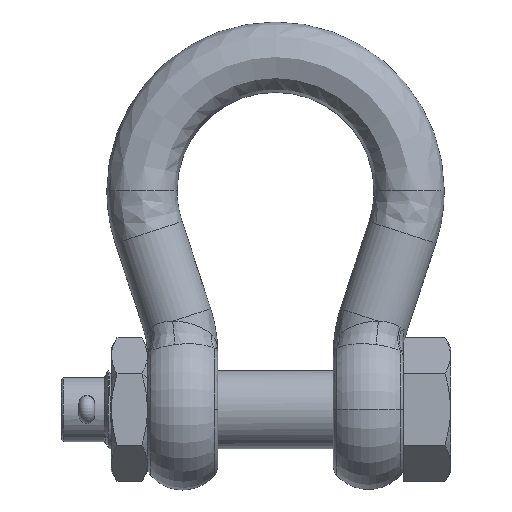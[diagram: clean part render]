
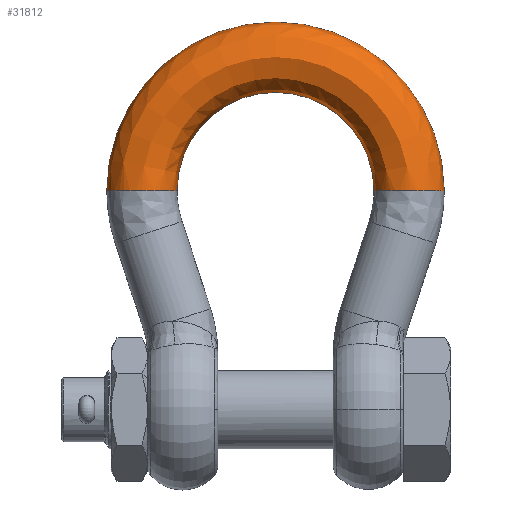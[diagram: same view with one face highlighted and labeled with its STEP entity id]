
A CAD part, top view. The second image highlights one B-rep face of the part: STEP entity #31812.
In plain terms, the highlighted free-form (B-spline) face has degree [3, 3] with [4, 7] control points.
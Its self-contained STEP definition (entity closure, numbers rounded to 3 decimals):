
#19694 = CARTESIAN_POINT ( 'NONE',  ( 0., 140., 0. ) ) ;
#19695 = CARTESIAN_POINT ( 'NONE',  ( 63., 140., 0. ) ) ;
#19697 = CARTESIAN_POINT ( 'NONE',  ( -108., 140., 0. ) ) ;
#19698 = CARTESIAN_POINT ( 'NONE',  ( 108., 140., 0. ) ) ;
#19701 = CARTESIAN_POINT ( 'NONE',  ( 108., 140., 0. ) ) ;
#19702 = CARTESIAN_POINT ( 'NONE',  ( 108., 203.265, 0. ) ) ;
#19703 = CARTESIAN_POINT ( 'NONE',  ( 63.265, 248., 0. ) ) ;
#19705 = CARTESIAN_POINT ( 'NONE',  ( 0., 248., 0. ) ) ;
#19707 = CARTESIAN_POINT ( 'NONE',  ( -63.265, 248., 0. ) ) ;
#19709 = CARTESIAN_POINT ( 'NONE',  ( -108., 203.265, 0. ) ) ;
#19711 = CARTESIAN_POINT ( 'NONE',  ( -108., 140., 0. ) ) ;
#19712 = CARTESIAN_POINT ( 'NONE',  ( 108., 140., 45. ) ) ;
#19713 = CARTESIAN_POINT ( 'NONE',  ( 108., 203.265, 45. ) ) ;
#19714 = CARTESIAN_POINT ( 'NONE',  ( 63.265, 248., 45. ) ) ;
#19715 = CARTESIAN_POINT ( 'NONE',  ( 0., 248., 45. ) ) ;
#19716 = CARTESIAN_POINT ( 'NONE',  ( -63.265, 248., 45. ) ) ;
#19717 = CARTESIAN_POINT ( 'NONE',  ( -108., 203.265, 45. ) ) ;
#19719 = CARTESIAN_POINT ( 'NONE',  ( -108., 140., 45. ) ) ;
#19722 = CARTESIAN_POINT ( 'NONE',  ( 63., 140., 45. ) ) ;
#19724 = CARTESIAN_POINT ( 'NONE',  ( 63., 176.905, 45. ) ) ;
#19725 = CARTESIAN_POINT ( 'NONE',  ( 36.905, 203., 45. ) ) ;
#19726 = CARTESIAN_POINT ( 'NONE',  ( 0., 203., 45. ) ) ;
#19727 = CARTESIAN_POINT ( 'NONE',  ( -36.905, 203., 45. ) ) ;
#19728 = CARTESIAN_POINT ( 'NONE',  ( -63., 176.905, 45. ) ) ;
#19729 = CARTESIAN_POINT ( 'NONE',  ( -63., 140., 45. ) ) ;
#19730 = CARTESIAN_POINT ( 'NONE',  ( 63., 140., 0. ) ) ;
#19732 = CARTESIAN_POINT ( 'NONE',  ( 63., 176.905, 0. ) ) ;
#19733 = CARTESIAN_POINT ( 'NONE',  ( 36.905, 203., 0. ) ) ;
#19734 = CARTESIAN_POINT ( 'NONE',  ( 0., 203., 0. ) ) ;
#19735 = CARTESIAN_POINT ( 'NONE',  ( -36.905, 203., 0. ) ) ;
#19736 = CARTESIAN_POINT ( 'NONE',  ( -63., 176.905, 0. ) ) ;
#19738 = CARTESIAN_POINT ( 'NONE',  ( -63., 140., 0. ) ) ;
#19791 = CARTESIAN_POINT ( 'NONE',  ( 0., 140., 0. ) ) ;
#19863 = DIRECTION ( 'NONE',  ( 1., 0., 0. ) ) ;
#19864 = DIRECTION ( 'NONE',  ( 0., 0., 1. ) ) ;
#19865 = AXIS2_PLACEMENT_3D ( 'NONE', #19791, #19864, #19863 ) ;
#19866 = CIRCLE ( 'NONE', #19865, 108. ) ;
#19994 =( BOUNDED_SURFACE ( )  B_SPLINE_SURFACE ( 3, 3, ( 
 ( #19738, #19736, #19735, #19734, #19733, #19732, #19730 ),
 ( #19729, #19728, #19727, #19726, #19725, #19724, #19722 ),
 ( #19719, #19717, #19716, #19715, #19714, #19713, #19712 ),
 ( #19711, #19709, #19707, #19705, #19703, #19702, #19701 ) ),
 .UNSPECIFIED., .F., .F., .T. ) 
 B_SPLINE_SURFACE_WITH_KNOTS ( ( 4, 4 ),
 ( 4, 3, 4 ),
 ( 0., 1. ),
 ( 0., 0.5, 1. ),
 .UNSPECIFIED. ) 
 GEOMETRIC_REPRESENTATION_ITEM ( )  RATIONAL_B_SPLINE_SURFACE ( (
 ( 1., 0.805, 0.805, 1., 0.805, 0.805, 1.),
 ( 0.333, 0.268, 0.268, 0.333, 0.268, 0.268, 0.333),
 ( 0.333, 0.268, 0.268, 0.333, 0.268, 0.268, 0.333),
 ( 1., 0.805, 0.805, 1., 0.805, 0.805, 1.) ) ) 
 REPRESENTATION_ITEM ( '' )  SURFACE ( )  );
#20010 = FACE_OUTER_BOUND ( 'NONE', #31813, .T. ) ;
#20011 = CARTESIAN_POINT ( 'NONE',  ( -63., 140., 0. ) ) ;
#20012 = DIRECTION ( 'NONE',  ( 1., 0., 0. ) ) ;
#20013 = DIRECTION ( 'NONE',  ( 0., 0., -1. ) ) ;
#20014 = AXIS2_PLACEMENT_3D ( 'NONE', #19694, #20013, #20012 ) ;
#20015 = CIRCLE ( 'NONE', #20014, 63. ) ;
#20082 = DIRECTION ( 'NONE',  ( 0., 0., -1. ) ) ;
#20083 = DIRECTION ( 'NONE',  ( 0., -1., 0. ) ) ;
#20084 = CARTESIAN_POINT ( 'NONE',  ( -85.5, 140., 0. ) ) ;
#20085 = AXIS2_PLACEMENT_3D ( 'NONE', #20084, #20083, #20082 ) ;
#20086 = CIRCLE ( 'NONE', #20085, 22.5 ) ;
#20087 = CARTESIAN_POINT ( 'NONE',  ( 108., 140., 0. ) ) ;
#20088 = CARTESIAN_POINT ( 'NONE',  ( 108., 140., 45. ) ) ;
#20089 = CARTESIAN_POINT ( 'NONE',  ( 63., 140., 45. ) ) ;
#20090 = CARTESIAN_POINT ( 'NONE',  ( 63., 140., 0. ) ) ;
#20091 =( BOUNDED_CURVE ( )  B_SPLINE_CURVE ( 3, ( #20090, #20089, #20088, #20087 ),
 .UNSPECIFIED., .F., .T. ) 
 B_SPLINE_CURVE_WITH_KNOTS ( ( 4, 4 ),
 ( 0., 1. ),
 .UNSPECIFIED. ) 
 CURVE ( )  GEOMETRIC_REPRESENTATION_ITEM ( )  RATIONAL_B_SPLINE_CURVE ( ( 1., 0.333, 0.333, 1. ) ) 
 REPRESENTATION_ITEM ( '' )  );
#31801 = EDGE_CURVE ( 'NONE', #31802, #31803, #19866, .T. ) ;
#31802 = VERTEX_POINT ( 'NONE', #19698 ) ;
#31803 = VERTEX_POINT ( 'NONE', #19697 ) ;
#31806 = VERTEX_POINT ( 'NONE', #19695 ) ;
#31808 = EDGE_CURVE ( 'NONE', #31809, #31806, #20015, .T. ) ;
#31809 = VERTEX_POINT ( 'NONE', #20011 ) ;
#31812 = ADVANCED_FACE ( 'NONE', ( #20010 ), #19994, .F. ) ;
#31813 = EDGE_LOOP ( 'NONE', ( #31814, #31815, #31859, #31860 ) ) ;
#31814 = ORIENTED_EDGE ( 'NONE', *, *, #31808, .T. ) ;
#31815 = ORIENTED_EDGE ( 'NONE', *, *, #31858, .T. ) ;
#31858 = EDGE_CURVE ( 'NONE', #31806, #31802, #20091, .T. ) ;
#31859 = ORIENTED_EDGE ( 'NONE', *, *, #31801, .T. ) ;
#31860 = ORIENTED_EDGE ( 'NONE', *, *, #31861, .F. ) ;
#31861 = EDGE_CURVE ( 'NONE', #31809, #31803, #20086, .T. ) ;
